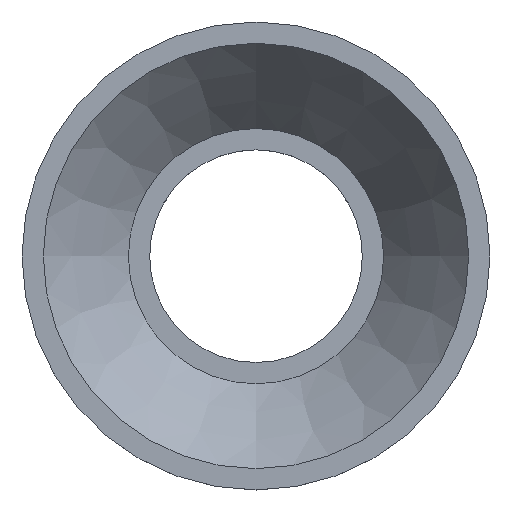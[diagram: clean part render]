
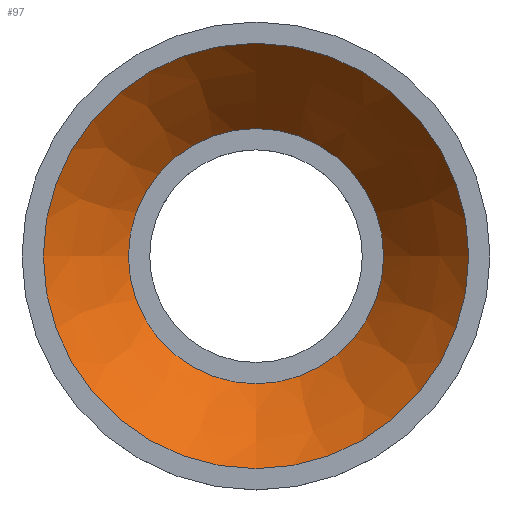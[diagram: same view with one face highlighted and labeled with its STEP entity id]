
A CAD part, top view. The second image highlights one B-rep face of the part: STEP entity #97.
In plain terms, the highlighted conical face has half-angle 37.569 degrees and reference radius 3 mm.
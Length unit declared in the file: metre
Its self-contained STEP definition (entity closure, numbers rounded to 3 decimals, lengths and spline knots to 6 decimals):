
#12=CONICAL_SURFACE('',#125,0.003,0.656);
#26=ORIENTED_EDGE('',*,*,#37,.F.);
#27=ORIENTED_EDGE('',*,*,#38,.F.);
#37=EDGE_CURVE('',#45,#45,#53,.F.);
#38=EDGE_CURVE('',#46,#46,#54,.T.);
#45=VERTEX_POINT('',#179);
#46=VERTEX_POINT('',#182);
#53=CIRCLE('',#122,0.005);
#54=CIRCLE('',#124,0.003);
#66=EDGE_LOOP('',(#26));
#67=EDGE_LOOP('',(#27));
#82=FACE_BOUND('',#66,.T.);
#83=FACE_BOUND('',#67,.T.);
#97=ADVANCED_FACE('',(#82,#83),#12,.F.);
#122=AXIS2_PLACEMENT_3D('',#178,#149,#150);
#124=AXIS2_PLACEMENT_3D('',#181,#153,#154);
#125=AXIS2_PLACEMENT_3D('',#183,#155,#156);
#149=DIRECTION('',(0.,0.,1.));
#150=DIRECTION('',(0.,-1.,0.));
#153=DIRECTION('',(0.,0.,1.));
#154=DIRECTION('',(0.,-1.,0.));
#155=DIRECTION('',(0.,0.,1.));
#156=DIRECTION('',(0.,-1.,0.));
#178=CARTESIAN_POINT('',(0.,0.,0.0034));
#179=CARTESIAN_POINT('',(0.,-0.005,0.0034));
#181=CARTESIAN_POINT('',(0.,0.,0.0008));
#182=CARTESIAN_POINT('',(0.,-0.003,0.0008));
#183=CARTESIAN_POINT('',(0.,0.,0.0008));
